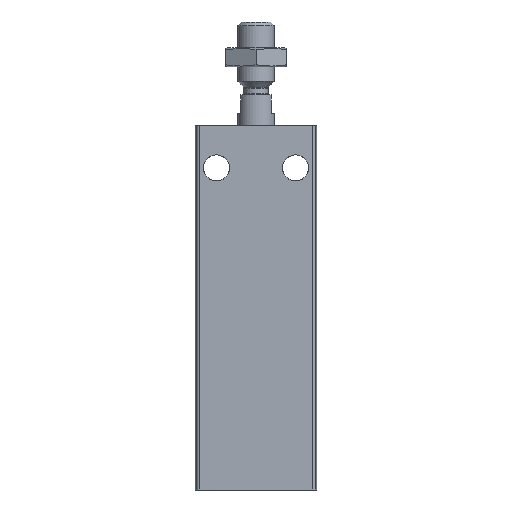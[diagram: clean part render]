
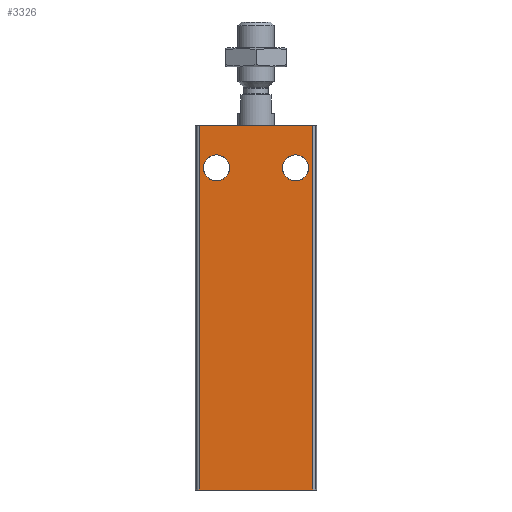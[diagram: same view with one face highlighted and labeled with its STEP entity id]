
A CAD part, front view. The second image highlights one B-rep face of the part: STEP entity #3326.
In plain terms, the highlighted planar face has unit normal (0, -1, 0).
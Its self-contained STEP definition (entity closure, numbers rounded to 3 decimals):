
#111=PLANE('',#3689);
#301=LINE('',#5848,#503);
#329=LINE('',#5928,#531);
#336=LINE('',#5953,#538);
#337=LINE('',#5954,#539);
#503=VECTOR('',#4378,1000.);
#531=VECTOR('',#4450,1000.);
#538=VECTOR('',#4481,1000.);
#539=VECTOR('',#4482,1000.);
#570=CIRCLE('',#3471,2.15);
#571=CIRCLE('',#3474,2.15);
#1256=ORIENTED_EDGE('',*,*,#1696,.F.);
#1257=ORIENTED_EDGE('',*,*,#1692,.F.);
#1258=ORIENTED_EDGE('',*,*,#1991,.T.);
#1259=ORIENTED_EDGE('',*,*,#2055,.T.);
#1260=ORIENTED_EDGE('',*,*,#2040,.F.);
#1261=ORIENTED_EDGE('',*,*,#2056,.F.);
#1692=EDGE_CURVE('',#2170,#2170,#570,.T.);
#1696=EDGE_CURVE('',#2174,#2174,#571,.T.);
#1991=EDGE_CURVE('',#2406,#2405,#301,.T.);
#2040=EDGE_CURVE('',#2435,#2436,#329,.T.);
#2055=EDGE_CURVE('',#2405,#2436,#336,.T.);
#2056=EDGE_CURVE('',#2406,#2435,#337,.T.);
#2170=VERTEX_POINT('',#4911);
#2174=VERTEX_POINT('',#4975);
#2405=VERTEX_POINT('',#5847);
#2406=VERTEX_POINT('',#5849);
#2435=VERTEX_POINT('',#5927);
#2436=VERTEX_POINT('',#5929);
#2693=EDGE_LOOP('',(#1256));
#2694=EDGE_LOOP('',(#1257));
#2695=EDGE_LOOP('',(#1258,#1259,#1260,#1261));
#2965=FACE_BOUND('',#2693,.T.);
#2966=FACE_BOUND('',#2694,.T.);
#2967=FACE_BOUND('',#2695,.T.);
#3326=ADVANCED_FACE('',(#2965,#2966,#2967),#111,.T.);
#3471=AXIS2_PLACEMENT_3D('',#4910,#3873,#3874);
#3474=AXIS2_PLACEMENT_3D('',#4974,#3879,#3880);
#3689=AXIS2_PLACEMENT_3D('',#5952,#4479,#4480);
#3873=DIRECTION('',(0.,-1.,0.));
#3874=DIRECTION('',(0.,0.,-1.));
#3879=DIRECTION('',(0.,-1.,0.));
#3880=DIRECTION('',(0.,0.,-1.));
#4378=DIRECTION('',(1.,0.,0.));
#4450=DIRECTION('',(1.,0.,0.));
#4479=DIRECTION('',(0.,-1.,0.));
#4480=DIRECTION('',(0.,0.,-1.));
#4481=DIRECTION('',(0.,0.,1.));
#4482=DIRECTION('',(0.,0.,1.));
#4910=CARTESIAN_POINT('',(6.5,-16.,-7.));
#4911=CARTESIAN_POINT('',(6.5,-16.,-9.15));
#4974=CARTESIAN_POINT('',(-6.5,-16.,-7.));
#4975=CARTESIAN_POINT('',(-6.5,-16.,-9.15));
#5847=CARTESIAN_POINT('',(9.345,-16.,-60.));
#5848=CARTESIAN_POINT('',(-10.,-16.,-60.));
#5849=CARTESIAN_POINT('',(-9.345,-16.,-60.));
#5927=CARTESIAN_POINT('',(-9.345,-16.,0.));
#5928=CARTESIAN_POINT('',(-10.,-16.,0.));
#5929=CARTESIAN_POINT('',(9.345,-16.,0.));
#5952=CARTESIAN_POINT('',(-10.,-16.,-60.));
#5953=CARTESIAN_POINT('',(9.345,-16.,-60.));
#5954=CARTESIAN_POINT('',(-9.345,-16.,-60.));
